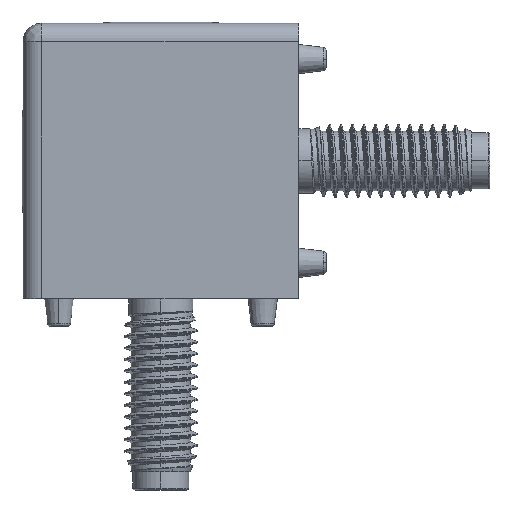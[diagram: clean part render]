
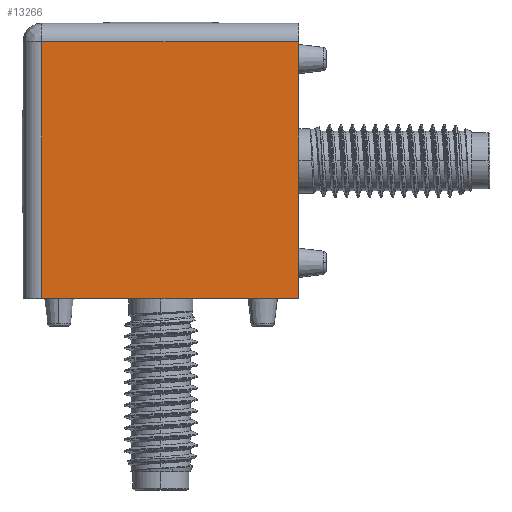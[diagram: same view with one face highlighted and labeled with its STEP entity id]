
A CAD part, left-side view. The second image highlights one B-rep face of the part: STEP entity #13266.
In plain terms, the highlighted planar face has unit normal (-1, 0, 0).
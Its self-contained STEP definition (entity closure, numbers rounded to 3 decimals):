
#187 = CARTESIAN_POINT ( 'NONE',  ( -15., 15., -15. ) ) ;
#1096 = VERTEX_POINT ( 'NONE', #4727 ) ;
#1769 = LINE ( 'NONE', #11474, #16025 ) ;
#3209 = DIRECTION ( 'NONE',  ( 0., -1., 0. ) ) ;
#4727 = CARTESIAN_POINT ( 'NONE',  ( -15., -15., -15. ) ) ;
#5834 = LINE ( 'NONE', #16215, #12778 ) ;
#6287 = VECTOR ( 'NONE', #14946, 1000. ) ;
#6401 = ORIENTED_EDGE ( 'NONE', *, *, #6923, .F. ) ;
#6409 = EDGE_LOOP ( 'NONE', ( #15940, #6401, #9340, #16762 ) ) ;
#6434 = FACE_OUTER_BOUND ( 'NONE', #6409, .T. ) ;
#6712 = VERTEX_POINT ( 'NONE', #17330 ) ;
#6923 = EDGE_CURVE ( 'NONE', #6712, #6955, #17796, .T. ) ;
#6955 = VERTEX_POINT ( 'NONE', #13059 ) ;
#7103 = PLANE ( 'NONE',  #7192 ) ;
#7192 = AXIS2_PLACEMENT_3D ( 'NONE', #187, #16852, #8550 ) ;
#7853 = EDGE_CURVE ( 'NONE', #10931, #1096, #16452, .T. ) ;
#8550 = DIRECTION ( 'NONE',  ( 0., 0., -1. ) ) ;
#8756 = EDGE_CURVE ( 'NONE', #6955, #10931, #1769, .T. ) ;
#9340 = ORIENTED_EDGE ( 'NONE', *, *, #10176, .F. ) ;
#9418 = CARTESIAN_POINT ( 'NONE',  ( -15., 13., -15. ) ) ;
#10176 = EDGE_CURVE ( 'NONE', #1096, #6712, #5834, .T. ) ;
#10931 = VERTEX_POINT ( 'NONE', #16870 ) ;
#11474 = CARTESIAN_POINT ( 'NONE',  ( -15., 15., 13. ) ) ;
#12107 = DIRECTION ( 'NONE',  ( 0., 1., 0. ) ) ;
#12778 = VECTOR ( 'NONE', #12107, 1000. ) ;
#13059 = CARTESIAN_POINT ( 'NONE',  ( -15., 13., 13. ) ) ;
#13244 = VECTOR ( 'NONE', #15739, 1000. ) ;
#13266 = ADVANCED_FACE ( 'NONE', ( #6434 ), #7103, .F. ) ;
#14946 = DIRECTION ( 'NONE',  ( 0., 0., -1. ) ) ;
#15739 = DIRECTION ( 'NONE',  ( 0., 0., 1. ) ) ;
#15940 = ORIENTED_EDGE ( 'NONE', *, *, #8756, .F. ) ;
#16025 = VECTOR ( 'NONE', #3209, 1000. ) ;
#16215 = CARTESIAN_POINT ( 'NONE',  ( -15., 15., -15. ) ) ;
#16452 = LINE ( 'NONE', #17627, #6287 ) ;
#16762 = ORIENTED_EDGE ( 'NONE', *, *, #7853, .F. ) ;
#16852 = DIRECTION ( 'NONE',  ( 1., 0., 0. ) ) ;
#16870 = CARTESIAN_POINT ( 'NONE',  ( -15., -15., 13. ) ) ;
#17330 = CARTESIAN_POINT ( 'NONE',  ( -15., 13., -15. ) ) ;
#17627 = CARTESIAN_POINT ( 'NONE',  ( -15., -15., -15. ) ) ;
#17796 = LINE ( 'NONE', #9418, #13244 ) ;
